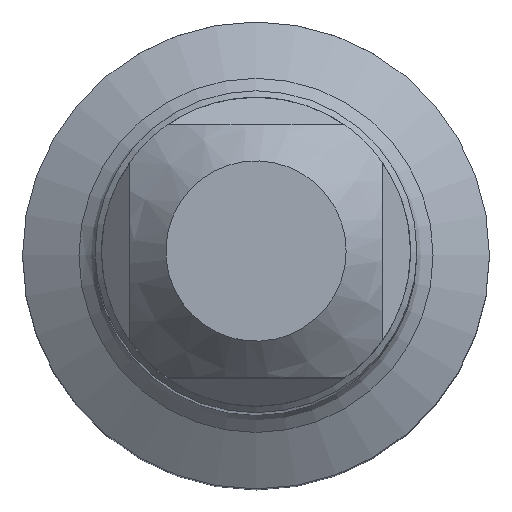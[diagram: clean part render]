
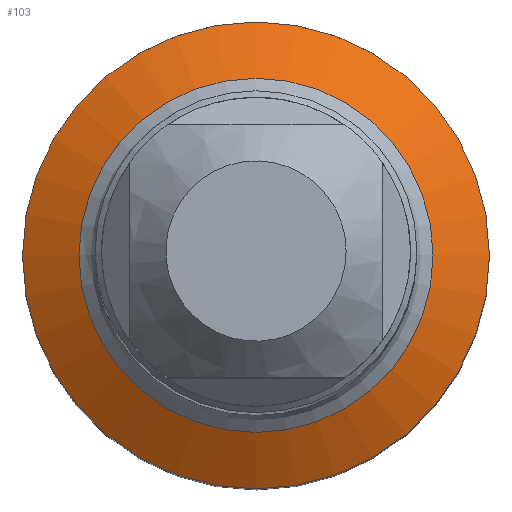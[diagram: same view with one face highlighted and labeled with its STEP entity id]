
A CAD part, top view. The second image highlights one B-rep face of the part: STEP entity #103.
In plain terms, the highlighted conical face has half-angle 60 degrees and reference radius 3.35 mm.
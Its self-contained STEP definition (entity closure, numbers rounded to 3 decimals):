
#93=CONICAL_SURFACE('',#396,3.35,60.);
#103=ADVANCED_FACE('',(#134,#135),#93,.T.);
#134=FACE_BOUND('',#158,.T.);
#135=FACE_BOUND('',#159,.T.);
#158=EDGE_LOOP('',(#192));
#159=EDGE_LOOP('',(#193));
#192=ORIENTED_EDGE('',*,*,#292,.T.);
#193=ORIENTED_EDGE('',*,*,#287,.F.);
#258=VERTEX_POINT('',#560);
#263=VERTEX_POINT('',#573);
#287=EDGE_CURVE('',#258,#258,#323,.T.);
#292=EDGE_CURVE('',#263,#263,#328,.T.);
#323=CIRCLE('',#387,5.076);
#328=CIRCLE('',#395,3.85);
#387=AXIS2_PLACEMENT_3D('',#559,#438,#439);
#395=AXIS2_PLACEMENT_3D('',#572,#454,#455);
#396=AXIS2_PLACEMENT_3D('',#574,#456,#457);
#438=DIRECTION('',(0.,0.,-1.));
#439=DIRECTION('',(-1.,0.,0.));
#454=DIRECTION('',(0.,0.,-1.));
#455=DIRECTION('',(-1.,0.,0.));
#456=DIRECTION('',(0.,0.,-1.));
#457=DIRECTION('',(-1.,0.,0.));
#559=CARTESIAN_POINT('',(0.,0.,-54.711));
#560=CARTESIAN_POINT('',(-5.076,0.,-54.711));
#572=CARTESIAN_POINT('',(0.,0.,-54.004));
#573=CARTESIAN_POINT('',(-3.85,0.,-54.004));
#574=CARTESIAN_POINT('',(0.,0.,-53.715));
